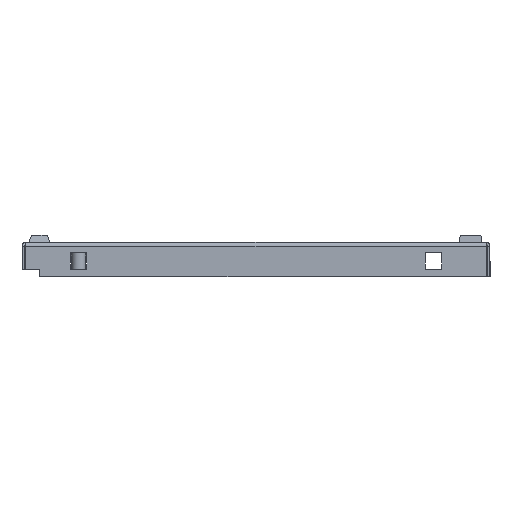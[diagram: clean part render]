
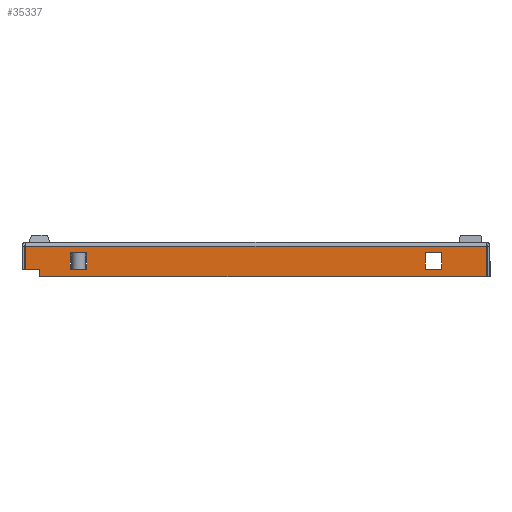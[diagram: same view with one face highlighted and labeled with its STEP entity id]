
A CAD part, front view. The second image highlights one B-rep face of the part: STEP entity #35337.
In plain terms, the highlighted planar face has unit normal (0, -1, 0).
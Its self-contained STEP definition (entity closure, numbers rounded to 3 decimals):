
#4411 = CARTESIAN_POINT ( 'NONE',  ( -105.25, -99., -13.75 ) ) ;
#4412 = CARTESIAN_POINT ( 'NONE',  ( -130.5, -99., -0.75 ) ) ;
#4413 = CARTESIAN_POINT ( 'NONE',  ( -122.5, -99., -18. ) ) ;
#4414 = CARTESIAN_POINT ( 'NONE',  ( 95.75, -99., -4.25 ) ) ;
#4417 = CARTESIAN_POINT ( 'NONE',  ( 130.5, -99., -0.75 ) ) ;
#4420 = CARTESIAN_POINT ( 'NONE',  ( -122.5, -99., -14. ) ) ;
#4430 = CARTESIAN_POINT ( 'NONE',  ( -130.5, -99., -14. ) ) ;
#4432 = CARTESIAN_POINT ( 'NONE',  ( 130.5, -99., -18. ) ) ;
#4434 = CARTESIAN_POINT ( 'NONE',  ( -105.25, -99., -4.25 ) ) ;
#4436 = CARTESIAN_POINT ( 'NONE',  ( -95.75, -99., -4.25 ) ) ;
#4437 = CARTESIAN_POINT ( 'NONE',  ( -95.75, -99., -13.75 ) ) ;
#4438 = CARTESIAN_POINT ( 'NONE',  ( 105.25, -99., -4.25 ) ) ;
#4440 = CARTESIAN_POINT ( 'NONE',  ( 105.25, -99., -13.75 ) ) ;
#4441 = CARTESIAN_POINT ( 'NONE',  ( 95.75, -99., -13.75 ) ) ;
#8564 = DIRECTION ( 'NONE',  ( 0., 1., 0. ) ) ;
#8569 = CARTESIAN_POINT ( 'NONE',  ( 130.25, -99., -18. ) ) ;
#8570 = PLANE ( 'NONE',  #49414 ) ;
#8571 = DIRECTION ( 'NONE',  ( 0., 0., 1. ) ) ;
#19850 = EDGE_CURVE ( 'NONE', #46826, #46831, #51839, .T. ) ;
#19851 = EDGE_CURVE ( 'NONE', #46846, #46831, #51862, .T. ) ;
#19852 = EDGE_CURVE ( 'NONE', #46827, #46846, #51858, .T. ) ;
#22198 = DIRECTION ( 'NONE',  ( 1., 0., 0. ) ) ;
#22202 = CARTESIAN_POINT ( 'NONE',  ( 130.5, -99., -0.75 ) ) ;
#22206 = DIRECTION ( 'NONE',  ( 0., 0., 1. ) ) ;
#22208 = DIRECTION ( 'NONE',  ( 1., 0., 0. ) ) ;
#25314 = LINE ( 'NONE', #29729, #25320 ) ;
#25320 = VECTOR ( 'NONE', #29730, 1000. ) ;
#25322 = LINE ( 'NONE', #29721, #25342 ) ;
#25331 = LINE ( 'NONE', #29737, #25338 ) ;
#25335 = LINE ( 'NONE', #29732, #25359 ) ;
#25338 = VECTOR ( 'NONE', #29739, 1000. ) ;
#25340 = LINE ( 'NONE', #29741, #25346 ) ;
#25342 = VECTOR ( 'NONE', #29740, 1000. ) ;
#25344 = LINE ( 'NONE', #29743, #25351 ) ;
#25346 = VECTOR ( 'NONE', #29742, 1000. ) ;
#25348 = LINE ( 'NONE', #29745, #25355 ) ;
#25351 = VECTOR ( 'NONE', #29744, 1000. ) ;
#25355 = VECTOR ( 'NONE', #29746, 1000. ) ;
#25357 = LINE ( 'NONE', #29748, #25364 ) ;
#25359 = VECTOR ( 'NONE', #29747, 1000. ) ;
#25364 = VECTOR ( 'NONE', #29749, 1000. ) ;
#25370 = LINE ( 'NONE', #29754, #25377 ) ;
#25377 = VECTOR ( 'NONE', #29755, 1000. ) ;
#27281 = CARTESIAN_POINT ( 'NONE',  ( 130.25, -99., -18. ) ) ;
#27283 = CARTESIAN_POINT ( 'NONE',  ( -261.009, -99., -0.75 ) ) ;
#29721 = CARTESIAN_POINT ( 'NONE',  ( -105.25, -99., -13.75 ) ) ;
#29729 = CARTESIAN_POINT ( 'NONE',  ( -130.5, -99., -14. ) ) ;
#29730 = DIRECTION ( 'NONE',  ( 1., 0., 0. ) ) ;
#29732 = CARTESIAN_POINT ( 'NONE',  ( 105.25, -99., -4.25 ) ) ;
#29737 = CARTESIAN_POINT ( 'NONE',  ( -105.25, -99., -4.25 ) ) ;
#29739 = DIRECTION ( 'NONE',  ( 0., 0., 1. ) ) ;
#29740 = DIRECTION ( 'NONE',  ( -1., 0., 0. ) ) ;
#29741 = CARTESIAN_POINT ( 'NONE',  ( -95.75, -99., -4.25 ) ) ;
#29742 = DIRECTION ( 'NONE',  ( 0., 0., -1. ) ) ;
#29743 = CARTESIAN_POINT ( 'NONE',  ( -105.25, -99., -4.25 ) ) ;
#29744 = DIRECTION ( 'NONE',  ( 1., 0., 0. ) ) ;
#29745 = CARTESIAN_POINT ( 'NONE',  ( 105.25, -99., -4.25 ) ) ;
#29746 = DIRECTION ( 'NONE',  ( 1., 0., 0. ) ) ;
#29747 = DIRECTION ( 'NONE',  ( 0., 0., -1. ) ) ;
#29748 = CARTESIAN_POINT ( 'NONE',  ( 105.25, -99., -13.75 ) ) ;
#29749 = DIRECTION ( 'NONE',  ( -1., 0., 0. ) ) ;
#29754 = CARTESIAN_POINT ( 'NONE',  ( 95.75, -99., -4.25 ) ) ;
#29755 = DIRECTION ( 'NONE',  ( 0., 0., 1. ) ) ;
#35337 = ADVANCED_FACE ( 'NONE', ( #51894, #51896, #51876 ), #8570, .F. ) ;
#41355 = EDGE_CURVE ( 'NONE', #46834, #46827, #56439, .T. ) ;
#41376 = EDGE_CURVE ( 'NONE', #46844, #46826, #56452, .T. ) ;
#46825 = VERTEX_POINT ( 'NONE', #4411 ) ;
#46826 = VERTEX_POINT ( 'NONE', #4412 ) ;
#46827 = VERTEX_POINT ( 'NONE', #4413 ) ;
#46828 = VERTEX_POINT ( 'NONE', #4414 ) ;
#46831 = VERTEX_POINT ( 'NONE', #4417 ) ;
#46834 = VERTEX_POINT ( 'NONE', #4420 ) ;
#46844 = VERTEX_POINT ( 'NONE', #4430 ) ;
#46846 = VERTEX_POINT ( 'NONE', #4432 ) ;
#46848 = VERTEX_POINT ( 'NONE', #4434 ) ;
#46850 = VERTEX_POINT ( 'NONE', #4436 ) ;
#46851 = VERTEX_POINT ( 'NONE', #4437 ) ;
#46852 = VERTEX_POINT ( 'NONE', #4438 ) ;
#46854 = VERTEX_POINT ( 'NONE', #4440 ) ;
#46855 = VERTEX_POINT ( 'NONE', #4441 ) ;
#49300 = EDGE_CURVE ( 'NONE', #46844, #46834, #25314, .T. ) ;
#49310 = EDGE_CURVE ( 'NONE', #46825, #46848, #25331, .T. ) ;
#49312 = EDGE_CURVE ( 'NONE', #46851, #46825, #25322, .T. ) ;
#49314 = EDGE_CURVE ( 'NONE', #46850, #46851, #25340, .T. ) ;
#49317 = EDGE_CURVE ( 'NONE', #46848, #46850, #25344, .T. ) ;
#49319 = EDGE_CURVE ( 'NONE', #46828, #46852, #25348, .T. ) ;
#49321 = EDGE_CURVE ( 'NONE', #46852, #46854, #25335, .T. ) ;
#49324 = EDGE_CURVE ( 'NONE', #46854, #46855, #25357, .T. ) ;
#49331 = EDGE_CURVE ( 'NONE', #46855, #46828, #25370, .T. ) ;
#49414 = AXIS2_PLACEMENT_3D ( 'NONE', #8569, #8564, #8571 ) ;
#50026 = EDGE_LOOP ( 'NONE', ( #51220, #51413, #51365, #51415 ) ) ;
#50084 = EDGE_LOOP ( 'NONE', ( #51253, #51186, #51222, #51218, #51199, #51183 ) ) ;
#50085 = EDGE_LOOP ( 'NONE', ( #51417, #51420, #51428, #51426 ) ) ;
#51183 = ORIENTED_EDGE ( 'NONE', *, *, #49300, .T. ) ;
#51186 = ORIENTED_EDGE ( 'NONE', *, *, #19852, .T. ) ;
#51199 = ORIENTED_EDGE ( 'NONE', *, *, #41376, .F. ) ;
#51218 = ORIENTED_EDGE ( 'NONE', *, *, #19850, .F. ) ;
#51220 = ORIENTED_EDGE ( 'NONE', *, *, #49310, .T. ) ;
#51222 = ORIENTED_EDGE ( 'NONE', *, *, #19851, .T. ) ;
#51253 = ORIENTED_EDGE ( 'NONE', *, *, #41355, .T. ) ;
#51365 = ORIENTED_EDGE ( 'NONE', *, *, #49314, .T. ) ;
#51413 = ORIENTED_EDGE ( 'NONE', *, *, #49317, .T. ) ;
#51415 = ORIENTED_EDGE ( 'NONE', *, *, #49312, .T. ) ;
#51417 = ORIENTED_EDGE ( 'NONE', *, *, #49319, .T. ) ;
#51420 = ORIENTED_EDGE ( 'NONE', *, *, #49321, .T. ) ;
#51426 = ORIENTED_EDGE ( 'NONE', *, *, #49331, .T. ) ;
#51428 = ORIENTED_EDGE ( 'NONE', *, *, #49324, .T. ) ;
#51839 = LINE ( 'NONE', #27283, #51863 ) ;
#51858 = LINE ( 'NONE', #27281, #51870 ) ;
#51862 = LINE ( 'NONE', #22202, #51865 ) ;
#51863 = VECTOR ( 'NONE', #22198, 1000. ) ;
#51865 = VECTOR ( 'NONE', #22206, 1000. ) ;
#51870 = VECTOR ( 'NONE', #22208, 1000. ) ;
#51876 = FACE_BOUND ( 'NONE', #50085, .T. ) ;
#51894 = FACE_OUTER_BOUND ( 'NONE', #50084, .T. ) ;
#51896 = FACE_BOUND ( 'NONE', #50026, .T. ) ;
#56439 = LINE ( 'NONE', #93326, #56440 ) ;
#56440 = VECTOR ( 'NONE', #93325, 1000. ) ;
#56452 = LINE ( 'NONE', #93453, #56454 ) ;
#56454 = VECTOR ( 'NONE', #93464, 1000. ) ;
#93325 = DIRECTION ( 'NONE',  ( 0., 0., -1. ) ) ;
#93326 = CARTESIAN_POINT ( 'NONE',  ( -122.5, -99., -18. ) ) ;
#93453 = CARTESIAN_POINT ( 'NONE',  ( -130.5, -99., -0.75 ) ) ;
#93464 = DIRECTION ( 'NONE',  ( 0., 0., 1. ) ) ;
